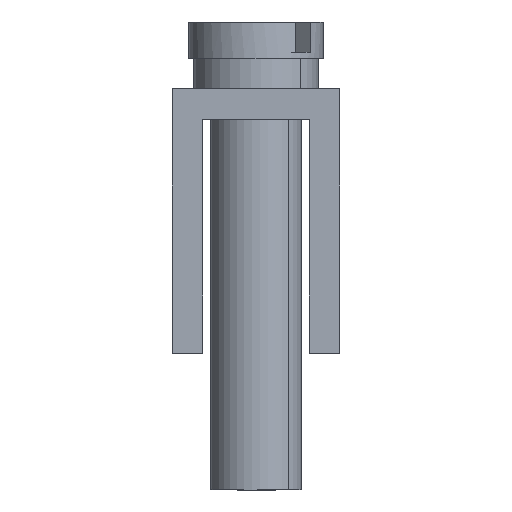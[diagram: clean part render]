
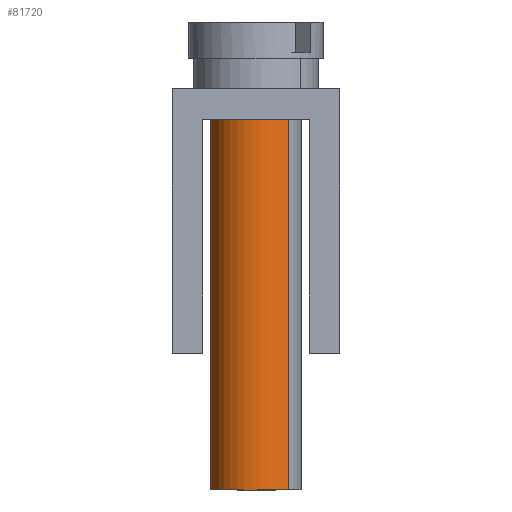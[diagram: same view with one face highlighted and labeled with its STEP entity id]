
A CAD part, left-side view. The second image highlights one B-rep face of the part: STEP entity #81720.
In plain terms, the highlighted cylindrical face has radius 1.5 mm (diameter 3 mm), a partial arc.
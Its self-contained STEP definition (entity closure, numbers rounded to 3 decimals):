
#10810=CARTESIAN_POINT('',(48.625,0.,49.75));
#10820=DIRECTION('',(0.,1.,0.));
#10830=DIRECTION('',(0.707,0.,
0.707));
#10840=AXIS2_PLACEMENT_3D('',#10810,#10820,#10830);
#10850=CIRCLE('',#10840,1.5);
#10860=CARTESIAN_POINT('',(49.686,0.,
50.811));
#10870=VERTEX_POINT('',#10860);
#10880=CARTESIAN_POINT('',(47.564,0.,
48.689));
#10890=VERTEX_POINT('',#10880);
#10900=EDGE_CURVE('',#10870,#10890,#10850,.T.);
#14490=CARTESIAN_POINT('',(47.564,5.6,48.689));
#14500=DIRECTION('',(0.,1.,0.));
#14510=VECTOR('',#14500,1.);
#14520=LINE('',#14490,#14510);
#14530=CARTESIAN_POINT('',(47.564,12.2,
48.689));
#14540=VERTEX_POINT('',#14530);
#14550=EDGE_CURVE('',#10890,#14540,#14520,.T.);
#14570=CARTESIAN_POINT('',(48.625,12.2,49.75));
#14580=DIRECTION('',(0.,1.,0.));
#14590=DIRECTION('',(0.707,0.,
0.707));
#14600=AXIS2_PLACEMENT_3D('',#14570,#14580,#14590);
#14610=CIRCLE('',#14600,1.5);
#14620=CARTESIAN_POINT('',(49.686,12.2,
50.811));
#14630=VERTEX_POINT('',#14620);
#14660=CARTESIAN_POINT('',(49.686,5.6,50.811));
#14670=DIRECTION('',(0.,1.,0.));
#14680=VECTOR('',#14670,1.);
#14690=LINE('',#14660,#14680);
#14700=EDGE_CURVE('',#10870,#14630,#14690,.T.);
#14880=EDGE_CURVE('',#14630,#14540,#14610,.T.);
#81610=CARTESIAN_POINT('',(48.625,5.6,49.75));
#81620=DIRECTION('',(0.,1.,0.));
#81630=DIRECTION('',(0.707,0.,
0.707));
#81640=AXIS2_PLACEMENT_3D('',#81610,#81620,#81630);
#81650=CYLINDRICAL_SURFACE('',#81640,1.5);
#81660=ORIENTED_EDGE('',*,*,#14880,.F.);
#81670=ORIENTED_EDGE('',*,*,#14550,.T.);
#81680=ORIENTED_EDGE('',*,*,#10900,.T.);
#81690=ORIENTED_EDGE('',*,*,#14700,.F.);
#81700=EDGE_LOOP('',(#81690,#81680,#81670,#81660));
#81710=FACE_OUTER_BOUND('',#81700,.T.);
#81720=ADVANCED_FACE('',(#81710),#81650,.T.);
